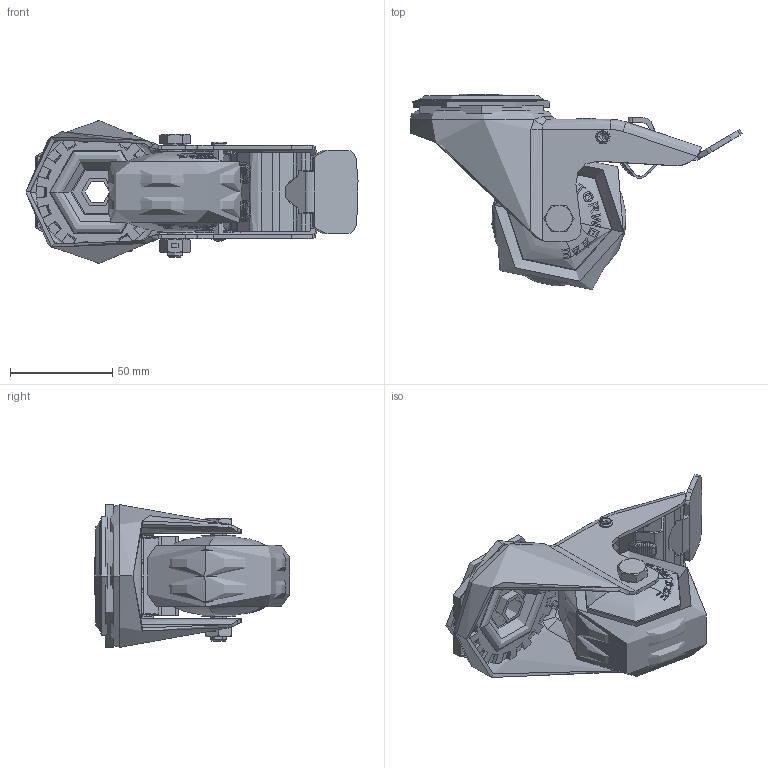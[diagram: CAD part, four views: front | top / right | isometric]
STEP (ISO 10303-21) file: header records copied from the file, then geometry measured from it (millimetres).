
FILE_DESCRIPTION (( 'STEP AP214' ), '1' );
FILE_NAME ('0055723.step', '2024-05-13T07:29:26', ( '' ), ( '' ), 'SwSTEP 2.0', 'SolidWorks 2020', '' );
FILE_SCHEMA (( 'AUTOMOTIVE_DESIGN' ));
Length unit declared in the file: millimetre
Products named in the file (1): 0055723
Bounding box: 162.71 x 95.82 x 70 mm (x, y, z)
Volume: 186223.3 mm3; surface area: 122039.8 mm2
Topology: 12 solids, 14 shells, 1541 faces, 3947 edges, 2456 vertices
Faces by surface type: bspline 452, plane 392, cylinder 360, torus 229, cone 104, sphere 4
Entity records: 87468 total; most frequent: CARTESIAN_POINT 36225, ORIENTED_EDGE 7854, DIRECTION 6107, EDGE_CURVE 3927, VERTEX_POINT 2456, AXIS2_PLACEMENT_3D 2410, EDGE_LOOP 1625, UNCERTAINTY_MEASURE_WITH_UNIT 1555
